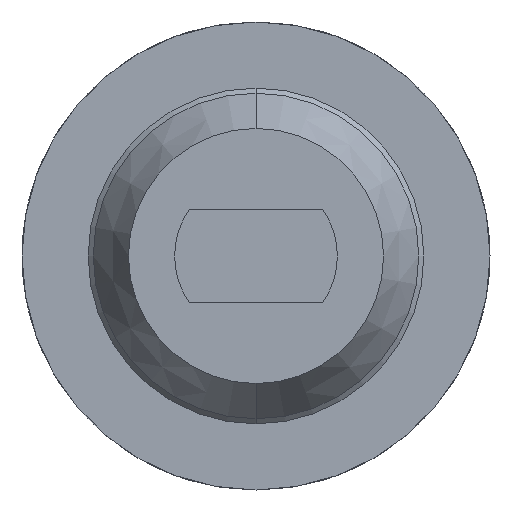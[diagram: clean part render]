
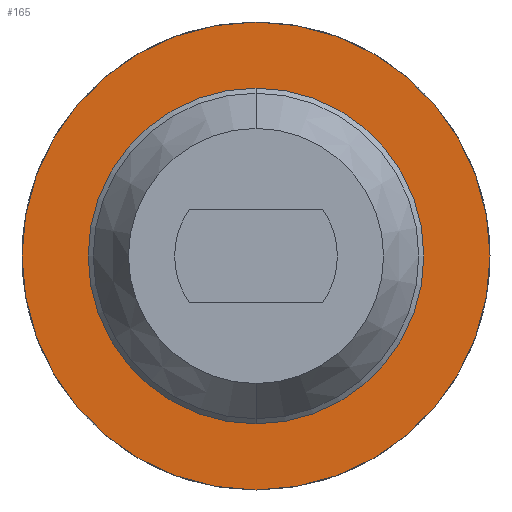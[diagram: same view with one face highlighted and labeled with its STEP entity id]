
A CAD part, front view. The second image highlights one B-rep face of the part: STEP entity #165.
In plain terms, the highlighted planar face has unit normal (0, -1, 0).
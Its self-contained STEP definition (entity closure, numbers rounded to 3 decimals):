
#165 = ADVANCED_FACE ( 'Defeature ausgef�hrt2_6', ( #1680, #3970 ), #4079, .F. ) ;
#485 = VERTEX_POINT ( 'NONE', #2682 ) ;
#738 = AXIS2_PLACEMENT_3D ( 'NONE', #2888, #3237, #4291 ) ;
#922 = CARTESIAN_POINT ( 'NONE',  ( 0.825, -1.7, 0. ) ) ;
#977 = EDGE_CURVE ( 'Defeature ausgef�hrt2_3+Defeature ausgef�hrt2_6+Defeature ausgef�hrt2_6+Defeature ausgef�hrt2_6', #485, #1776, #4017, .T. ) ;
#1002 = CARTESIAN_POINT ( 'NONE',  ( 0., -1.7, 0. ) ) ;
#1082 = EDGE_CURVE ( 'Defeature ausgef�hrt2_6+Defeature ausgef�hrt2_5+Defeature ausgef�hrt2_5+Defeature ausgef�hrt2_5', #4195, #3535, #1300, .T. ) ;
#1247 = ORIENTED_EDGE ( 'NONE', *, *, #1762, .F. ) ;
#1300 = CIRCLE ( 'NONE', #4148, 0.825 ) ;
#1600 = AXIS2_PLACEMENT_3D ( 'NONE', #922, #2971, #4045 ) ;
#1680 = FACE_OUTER_BOUND ( 'NONE', #3778, .T. ) ;
#1762 = EDGE_CURVE ( 'Defeature ausgef�hrt2_3+Defeature ausgef�hrt2_6+Defeature ausgef�hrt2_6+Defeature ausgef�hrt2_6', #1776, #485, #3754, .T. ) ;
#1776 = VERTEX_POINT ( 'NONE', #2012 ) ;
#1985 = DIRECTION ( 'NONE',  ( 0., 0., 1. ) ) ;
#1996 = DIRECTION ( 'NONE',  ( 0., 1., 0. ) ) ;
#2012 = CARTESIAN_POINT ( 'NONE',  ( 0., -1.7, 1.15 ) ) ;
#2015 = CARTESIAN_POINT ( 'NONE',  ( 0., -1.7, -0.825 ) ) ;
#2078 = AXIS2_PLACEMENT_3D ( 'NONE', #2172, #3191, #2861 ) ;
#2172 = CARTESIAN_POINT ( 'NONE',  ( 0., -1.7, 0. ) ) ;
#2306 = DIRECTION ( 'NONE',  ( 0., 1., 0. ) ) ;
#2324 = CARTESIAN_POINT ( 'NONE',  ( 0., -1.7, 0. ) ) ;
#2389 = ORIENTED_EDGE ( 'NONE', *, *, #977, .F. ) ;
#2401 = CARTESIAN_POINT ( 'NONE',  ( 0., -1.7, 0.825 ) ) ;
#2590 = ORIENTED_EDGE ( 'NONE', *, *, #1082, .T. ) ;
#2682 = CARTESIAN_POINT ( 'NONE',  ( 0., -1.7, -1.15 ) ) ;
#2861 = DIRECTION ( 'NONE',  ( 0., 0., 1. ) ) ;
#2888 = CARTESIAN_POINT ( 'NONE',  ( 0., -1.7, 0. ) ) ;
#2971 = DIRECTION ( 'NONE',  ( 0., 1., 0. ) ) ;
#3191 = DIRECTION ( 'NONE',  ( 0., 1., 0. ) ) ;
#3237 = DIRECTION ( 'NONE',  ( 0., 1., 0. ) ) ;
#3535 = VERTEX_POINT ( 'NONE', #2401 ) ;
#3754 = CIRCLE ( 'NONE', #4318, 1.15 ) ;
#3778 = EDGE_LOOP ( 'NONE', ( #1247, #2389 ) ) ;
#3870 = EDGE_CURVE ( 'Defeature ausgef�hrt2_6+Defeature ausgef�hrt2_5+Defeature ausgef�hrt2_5+Defeature ausgef�hrt2_5', #3535, #4195, #4061, .T. ) ;
#3970 = FACE_BOUND ( 'NONE', #4424, .T. ) ;
#4017 = CIRCLE ( 'NONE', #738, 1.15 ) ;
#4045 = DIRECTION ( 'NONE',  ( 0., 0., 1. ) ) ;
#4061 = CIRCLE ( 'NONE', #2078, 0.825 ) ;
#4079 = PLANE ( 'NONE',  #1600 ) ;
#4148 = AXIS2_PLACEMENT_3D ( 'NONE', #2324, #2306, #1985 ) ;
#4195 = VERTEX_POINT ( 'NONE', #2015 ) ;
#4291 = DIRECTION ( 'NONE',  ( 0., 0., 1. ) ) ;
#4318 = AXIS2_PLACEMENT_3D ( 'NONE', #1002, #1996, #4482 ) ;
#4384 = ORIENTED_EDGE ( 'NONE', *, *, #3870, .T. ) ;
#4424 = EDGE_LOOP ( 'NONE', ( #4384, #2590 ) ) ;
#4482 = DIRECTION ( 'NONE',  ( 0., 0., 1. ) ) ;
